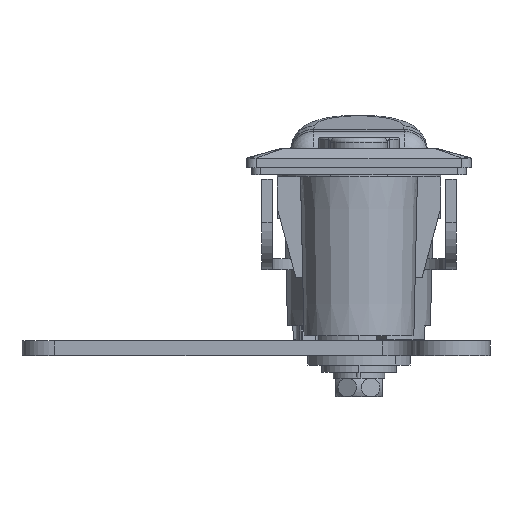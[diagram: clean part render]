
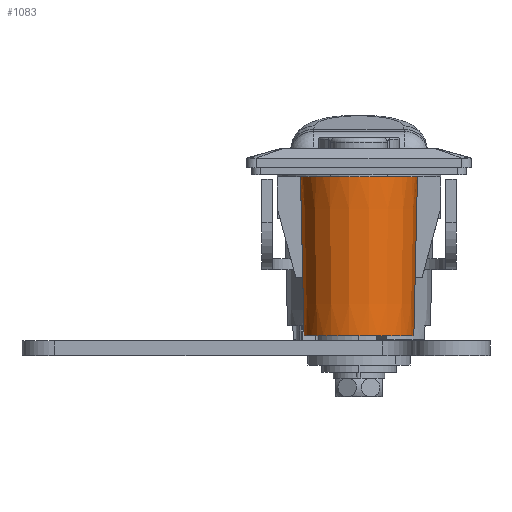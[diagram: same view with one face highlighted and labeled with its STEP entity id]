
A CAD part, front view. The second image highlights one B-rep face of the part: STEP entity #1083.
In plain terms, the highlighted conical face has half-angle 1.3 degrees and reference radius 12.5 mm.
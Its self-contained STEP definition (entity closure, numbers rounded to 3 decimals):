
#28 = DIRECTION ( 'NONE',  ( 1., 0., 0. ) ) ;
#73 = CARTESIAN_POINT ( 'NONE',  ( 0., -143., -2. ) ) ;
#269 = VERTEX_POINT ( 'NONE', #10236 ) ;
#623 = EDGE_CURVE ( 'NONE', #4490, #9973, #3535, .T. ) ;
#1009 = DIRECTION ( 'NONE',  ( -1., 0., 0. ) ) ;
#1083 = ADVANCED_FACE ( 'NONE', ( #6347 ), #5916, .T. ) ;
#1126 = CARTESIAN_POINT ( 'NONE',  ( 0., -143., -36. ) ) ;
#1648 = DIRECTION ( 'NONE',  ( -1., 0., 0. ) ) ;
#1726 = AXIS2_PLACEMENT_3D ( 'NONE', #1126, #12646, #28 ) ;
#2390 = CARTESIAN_POINT ( 'NONE',  ( -12.5, -143., -2. ) ) ;
#2711 = CARTESIAN_POINT ( 'NONE',  ( -11.728, -143., -36. ) ) ;
#3535 = CIRCLE ( 'NONE', #1726, 11.728 ) ;
#3720 = DIRECTION ( 'NONE',  ( 0.023, 0., 1. ) ) ;
#4490 = VERTEX_POINT ( 'NONE', #7359 ) ;
#4531 = EDGE_LOOP ( 'NONE', ( #5444, #16960, #4648, #10306, #15022, #13092 ) ) ;
#4648 = ORIENTED_EDGE ( 'NONE', *, *, #14271, .T. ) ;
#5259 = DIRECTION ( 'NONE',  ( 0., 0., 1. ) ) ;
#5444 = ORIENTED_EDGE ( 'NONE', *, *, #13808, .T. ) ;
#5797 = DIRECTION ( 'NONE',  ( 0., 0., -1. ) ) ;
#5916 = CONICAL_SURFACE ( 'NONE', #13006, 12.5, 0.023 ) ;
#6301 = AXIS2_PLACEMENT_3D ( 'NONE', #12958, #11621, #14394 ) ;
#6347 = FACE_OUTER_BOUND ( 'NONE', #4531, .T. ) ;
#6799 = DIRECTION ( 'NONE',  ( -0.023, 0., 1. ) ) ;
#7359 = CARTESIAN_POINT ( 'NONE',  ( 11.728, -143., -36. ) ) ;
#7586 = VECTOR ( 'NONE', #3720, 1000. ) ;
#7892 = VECTOR ( 'NONE', #6799, 1000. ) ;
#7965 = CARTESIAN_POINT ( 'NONE',  ( 12.5, -143., -2. ) ) ;
#8085 = CARTESIAN_POINT ( 'NONE',  ( 12.5, -143., -2. ) ) ;
#8097 = CARTESIAN_POINT ( 'NONE',  ( 0., -143., -2. ) ) ;
#8597 = EDGE_CURVE ( 'NONE', #269, #10368, #12242, .T. ) ;
#8871 = CIRCLE ( 'NONE', #16891, 12.5 ) ;
#9016 = AXIS2_PLACEMENT_3D ( 'NONE', #18001, #9427, #10833 ) ;
#9427 = DIRECTION ( 'NONE',  ( 0., 0., -1. ) ) ;
#9973 = VERTEX_POINT ( 'NONE', #2711 ) ;
#10236 = CARTESIAN_POINT ( 'NONE',  ( 6.143, -153.886, -2. ) ) ;
#10306 = ORIENTED_EDGE ( 'NONE', *, *, #17372, .F. ) ;
#10368 = VERTEX_POINT ( 'NONE', #16051 ) ;
#10667 = VERTEX_POINT ( 'NONE', #2390 ) ;
#10833 = DIRECTION ( 'NONE',  ( -1., 0., 0. ) ) ;
#11317 = EDGE_CURVE ( 'NONE', #4490, #12847, #11534, .T. ) ;
#11534 = LINE ( 'NONE', #7965, #7586 ) ;
#11621 = DIRECTION ( 'NONE',  ( 0., 0., -1. ) ) ;
#12242 = CIRCLE ( 'NONE', #6301, 12.5 ) ;
#12393 = CARTESIAN_POINT ( 'NONE',  ( -12.5, -143., -2. ) ) ;
#12646 = DIRECTION ( 'NONE',  ( 0., 0., -1. ) ) ;
#12847 = VERTEX_POINT ( 'NONE', #8085 ) ;
#12958 = CARTESIAN_POINT ( 'NONE',  ( 0., -143., -2. ) ) ;
#13006 = AXIS2_PLACEMENT_3D ( 'NONE', #8097, #5259, #1009 ) ;
#13092 = ORIENTED_EDGE ( 'NONE', *, *, #11317, .T. ) ;
#13808 = EDGE_CURVE ( 'NONE', #12847, #269, #8871, .T. ) ;
#14045 = LINE ( 'NONE', #12393, #7892 ) ;
#14271 = EDGE_CURVE ( 'NONE', #10368, #10667, #14350, .T. ) ;
#14350 = CIRCLE ( 'NONE', #9016, 12.5 ) ;
#14394 = DIRECTION ( 'NONE',  ( -1., 0., 0. ) ) ;
#15022 = ORIENTED_EDGE ( 'NONE', *, *, #623, .F. ) ;
#16051 = CARTESIAN_POINT ( 'NONE',  ( -6.143, -153.886, -2. ) ) ;
#16891 = AXIS2_PLACEMENT_3D ( 'NONE', #73, #5797, #1648 ) ;
#16960 = ORIENTED_EDGE ( 'NONE', *, *, #8597, .T. ) ;
#17372 = EDGE_CURVE ( 'NONE', #9973, #10667, #14045, .T. ) ;
#18001 = CARTESIAN_POINT ( 'NONE',  ( 0., -143., -2. ) ) ;
